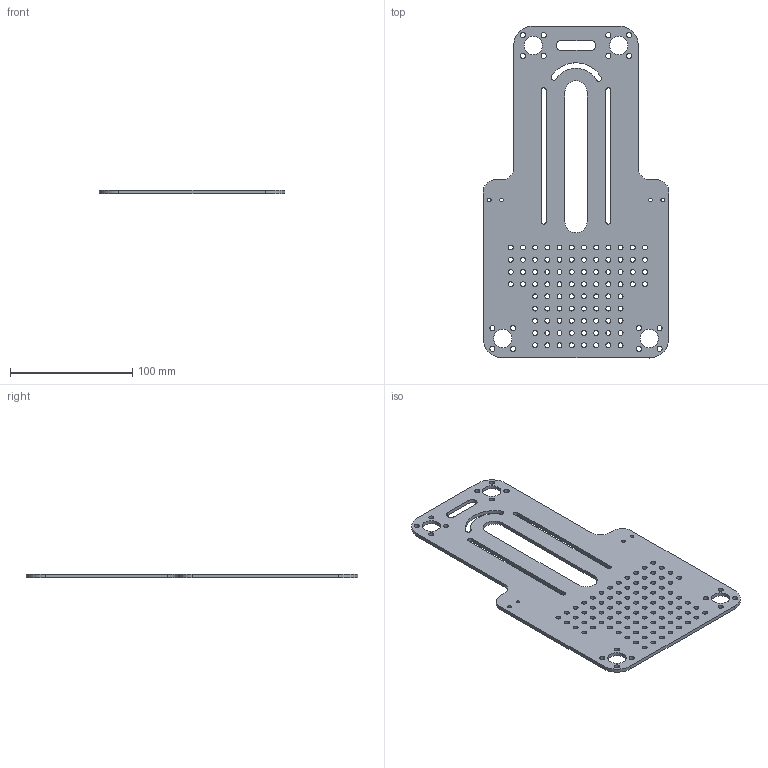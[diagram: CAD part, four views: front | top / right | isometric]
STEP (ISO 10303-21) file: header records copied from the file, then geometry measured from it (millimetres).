
FILE_DESCRIPTION (( 'STEP AP203' ), '1' );
FILE_NAME ('堁怢菁啣x1-抯啣.STEP', '2024-08-12T06:07:34', ( '' ), ( '' ), 'SwSTEP 2.0', 'SolidWorks 2020', '' );
FILE_SCHEMA (( 'CONFIG_CONTROL_DESIGN' ));
Length unit declared in the file: millimetre
Products named in the file (1): 堁怢菁啣x1-抯啣
Bounding box: 152 x 272 x 3 mm (x, y, z)
Volume: 87626.1 mm3; surface area: 68163.4 mm2
Topology: 1 solids, 1 shells, 264 faces, 786 edges, 524 vertices
Faces by surface type: cylinder 246, plane 18
Entity records: 9707 total; most frequent: DIRECTION 1808, CARTESIAN_POINT 1575, ORIENTED_EDGE 1572, EDGE_CURVE 786, AXIS2_PLACEMENT_3D 757, VERTEX_POINT 524, EDGE_LOOP 498, CIRCLE 492
